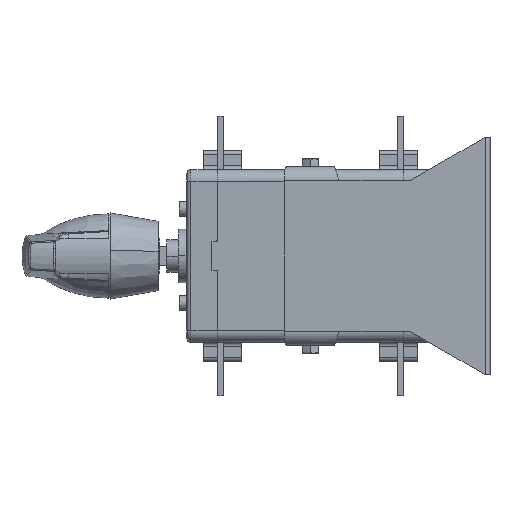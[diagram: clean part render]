
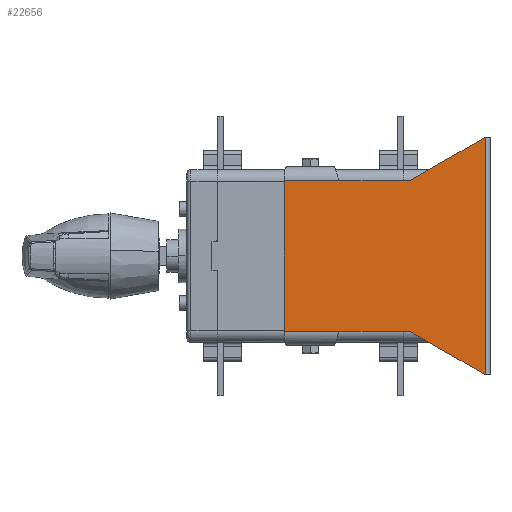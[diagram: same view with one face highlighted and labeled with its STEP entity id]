
A CAD part, left-side view. The second image highlights one B-rep face of the part: STEP entity #22656.
In plain terms, the highlighted face is planar.
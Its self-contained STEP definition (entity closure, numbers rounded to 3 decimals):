
#79 = VECTOR ( 'NONE', #26748, 1000. ) ;
#982 = CARTESIAN_POINT ( 'NONE',  ( 0., 0., 0. ) ) ;
#1196 = LINE ( 'NONE', #42353, #21597 ) ;
#1699 = ORIENTED_EDGE ( 'NONE', *, *, #27308, .F. ) ;
#3118 = VERTEX_POINT ( 'NONE', #38650 ) ;
#3193 = LINE ( 'NONE', #40837, #46632 ) ;
#3492 = DIRECTION ( 'NONE',  ( -1., 0., 0. ) ) ;
#3878 = ORIENTED_EDGE ( 'NONE', *, *, #16287, .F. ) ;
#5678 = EDGE_CURVE ( 'NONE', #38586, #13508, #14245, .T. ) ;
#9301 = VECTOR ( 'NONE', #51482, 1000. ) ;
#9767 = DIRECTION ( 'NONE',  ( 0., 0., 1. ) ) ;
#12917 = VECTOR ( 'NONE', #21078, 1000. ) ;
#13463 = CARTESIAN_POINT ( 'NONE',  ( -62., 0., 0. ) ) ;
#13508 = VERTEX_POINT ( 'NONE', #38167 ) ;
#13509 = EDGE_CURVE ( 'NONE', #54868, #29266, #31663, .T. ) ;
#14245 = LINE ( 'NONE', #21559, #12917 ) ;
#14421 = CARTESIAN_POINT ( 'NONE',  ( -39.2, 39.491, 0. ) ) ;
#15030 = DIRECTION ( 'NONE',  ( 0., 1., 0. ) ) ;
#15353 = ORIENTED_EDGE ( 'NONE', *, *, #18382, .F. ) ;
#16287 = EDGE_CURVE ( 'NONE', #32143, #3118, #27493, .T. ) ;
#16368 = DIRECTION ( 'NONE',  ( 0., -1., 0. ) ) ;
#16744 = CARTESIAN_POINT ( 'NONE',  ( -62., 0., 0. ) ) ;
#17552 = ORIENTED_EDGE ( 'NONE', *, *, #21851, .T. ) ;
#18382 = EDGE_CURVE ( 'NONE', #29266, #38586, #33374, .T. ) ;
#20000 = VECTOR ( 'NONE', #15030, 1000. ) ;
#20111 = VECTOR ( 'NONE', #16368, 1000. ) ;
#20869 = VERTEX_POINT ( 'NONE', #13463 ) ;
#21078 = DIRECTION ( 'NONE',  ( 0.5, -0.866, 0. ) ) ;
#21559 = CARTESIAN_POINT ( 'NONE',  ( 46.5, 26.847, 0. ) ) ;
#21597 = VECTOR ( 'NONE', #3492, 1000. ) ;
#21851 = EDGE_CURVE ( 'NONE', #20869, #13508, #43845, .T. ) ;
#22656 = ADVANCED_FACE ( 'NONE', ( #32132 ), #35567, .T. ) ;
#22821 = VECTOR ( 'NONE', #23530, 1000. ) ;
#23530 = DIRECTION ( 'NONE',  ( 0., 1., 0. ) ) ;
#23987 = EDGE_LOOP ( 'NONE', ( #3878, #1699, #28088, #17552, #52961, #15353, #43711, #25043 ) ) ;
#25043 = ORIENTED_EDGE ( 'NONE', *, *, #32755, .T. ) ;
#25063 = VERTEX_POINT ( 'NONE', #14421 ) ;
#26748 = DIRECTION ( 'NONE',  ( 0., -1., 0. ) ) ;
#27308 = EDGE_CURVE ( 'NONE', #25063, #32143, #56002, .T. ) ;
#27493 = LINE ( 'NONE', #45327, #20000 ) ;
#27903 = AXIS2_PLACEMENT_3D ( 'NONE', #982, #9767, #40070 ) ;
#27946 = CARTESIAN_POINT ( 'NONE',  ( -39.2, 0., 0. ) ) ;
#28088 = ORIENTED_EDGE ( 'NONE', *, *, #41415, .F. ) ;
#29266 = VERTEX_POINT ( 'NONE', #45789 ) ;
#31663 = LINE ( 'NONE', #42508, #20111 ) ;
#32132 = FACE_OUTER_BOUND ( 'NONE', #23987, .T. ) ;
#32143 = VERTEX_POINT ( 'NONE', #41665 ) ;
#32755 = EDGE_CURVE ( 'NONE', #54868, #3118, #1196, .T. ) ;
#33374 = LINE ( 'NONE', #52642, #79 ) ;
#33574 = CARTESIAN_POINT ( 'NONE',  ( 39.2, 39.491, 0. ) ) ;
#35567 = PLANE ( 'NONE',  #27903 ) ;
#36490 = DIRECTION ( 'NONE',  ( 0.5, 0.866, 0. ) ) ;
#38167 = CARTESIAN_POINT ( 'NONE',  ( 62., 0., 0. ) ) ;
#38586 = VERTEX_POINT ( 'NONE', #33574 ) ;
#38650 = CARTESIAN_POINT ( 'NONE',  ( -39.2, 104.85, 0. ) ) ;
#40070 = DIRECTION ( 'NONE',  ( 1., 0., 0. ) ) ;
#40837 = CARTESIAN_POINT ( 'NONE',  ( -46.5, 26.847, 0. ) ) ;
#41415 = EDGE_CURVE ( 'NONE', #20869, #25063, #3193, .T. ) ;
#41665 = CARTESIAN_POINT ( 'NONE',  ( -39.2, 76.44, 0. ) ) ;
#42353 = CARTESIAN_POINT ( 'NONE',  ( -62., 104.85, 0. ) ) ;
#42508 = CARTESIAN_POINT ( 'NONE',  ( 39.2, 0., 0. ) ) ;
#43711 = ORIENTED_EDGE ( 'NONE', *, *, #13509, .F. ) ;
#43845 = LINE ( 'NONE', #16744, #9301 ) ;
#45327 = CARTESIAN_POINT ( 'NONE',  ( -39.2, 0., 0. ) ) ;
#45789 = CARTESIAN_POINT ( 'NONE',  ( 39.2, 76.44, 0. ) ) ;
#46632 = VECTOR ( 'NONE', #36490, 1000. ) ;
#48023 = CARTESIAN_POINT ( 'NONE',  ( 39.2, 104.85, 0. ) ) ;
#51482 = DIRECTION ( 'NONE',  ( 1., 0., 0. ) ) ;
#52642 = CARTESIAN_POINT ( 'NONE',  ( 39.2, 0., 0. ) ) ;
#52961 = ORIENTED_EDGE ( 'NONE', *, *, #5678, .F. ) ;
#54868 = VERTEX_POINT ( 'NONE', #48023 ) ;
#56002 = LINE ( 'NONE', #27946, #22821 ) ;
